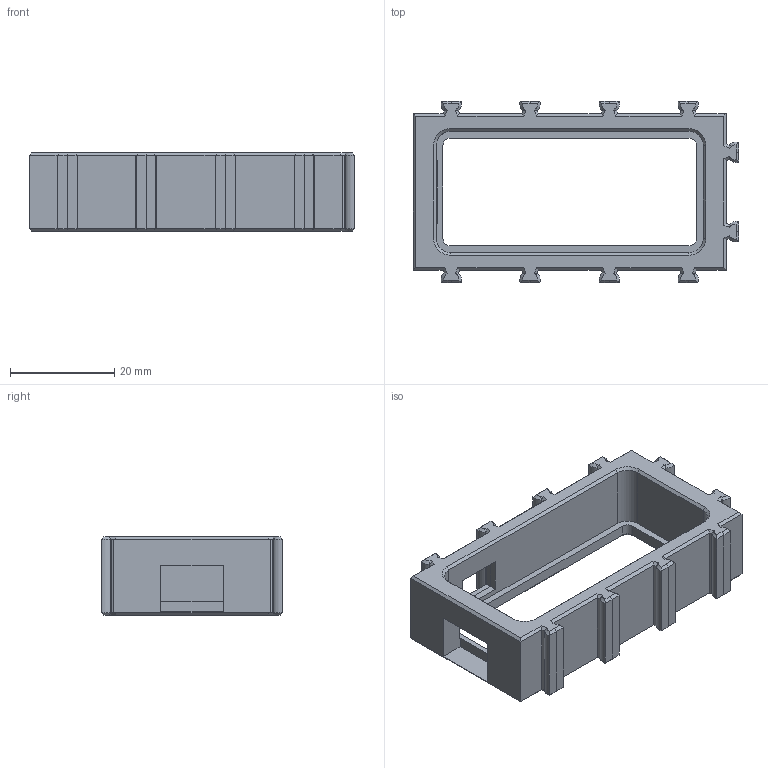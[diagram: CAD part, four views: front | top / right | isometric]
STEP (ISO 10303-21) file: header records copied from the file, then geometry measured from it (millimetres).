
FILE_DESCRIPTION(('CATIA V5 STEP Exchange'),'2;1');
FILE_NAME('Featherhalterung.stp','2017-07-10T13:31:41+00:00',('none'),('none'),'CATIA Version 5 Release 18 GA (IN-10)','CATIA V5 STEP AP203','none');
FILE_SCHEMA(('CONFIG_CONTROL_DESIGN'));
Length unit declared in the file: millimetre
Products named in the file (1): Featherhalterung
Bounding box: 62.4 x 34.79 x 15 mm (x, y, z)
Volume: 10116.1 mm3; surface area: 7271.4 mm2
Topology: 1 solids, 1 shells, 351 faces, 844 edges, 497 vertices
Faces by surface type: plane 275, cone 48, cylinder 28
Entity records: 9499 total; most frequent: CARTESIAN_POINT 1963, ORIENTED_EDGE 1680, DIRECTION 1276, EDGE_CURVE 840, VECTOR 551, LINE 551, VERTEX_POINT 492, AXIS2_PLACEMENT_3D 416
